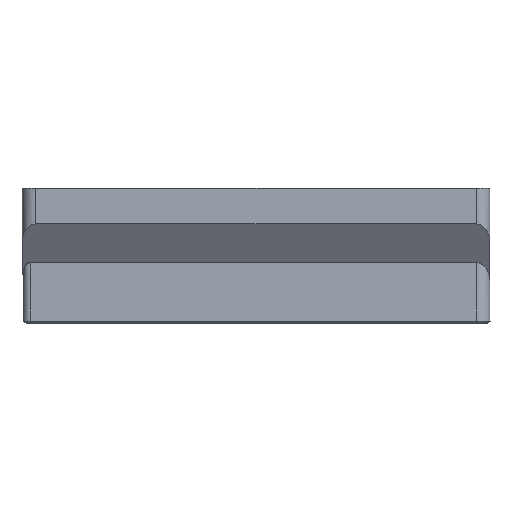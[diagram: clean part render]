
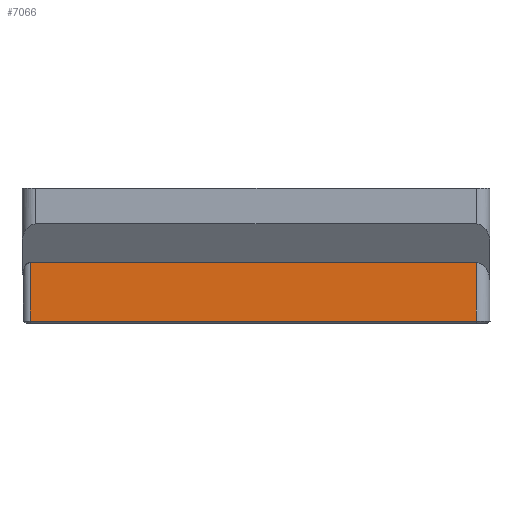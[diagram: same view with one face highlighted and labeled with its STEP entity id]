
A CAD part, front view. The second image highlights one B-rep face of the part: STEP entity #7066.
In plain terms, the highlighted planar face has unit normal (0, -1, 0).
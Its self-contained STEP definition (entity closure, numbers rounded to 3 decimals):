
#803=FACE_OUTER_BOUND('',#1253,.T.);
#1253=EDGE_LOOP('',(#6285,#6286,#6287,#6288));
#1899=LINE('',#11542,#2657);
#1979=LINE('',#11956,#2737);
#1987=LINE('',#12033,#2745);
#2025=LINE('',#12180,#2783);
#2657=VECTOR('',#9169,1.);
#2737=VECTOR('',#9471,10.);
#2745=VECTOR('',#9503,10.);
#2783=VECTOR('',#9645,10.);
#3203=VERTEX_POINT('',#11434);
#3225=VERTEX_POINT('',#11541);
#3296=VERTEX_POINT('',#11955);
#3307=VERTEX_POINT('',#12030);
#4104=EDGE_CURVE('',#3225,#3203,#1899,.T.);
#4242=EDGE_CURVE('',#3225,#3296,#1979,.T.);
#4260=EDGE_CURVE('',#3296,#3307,#1987,.T.);
#4321=EDGE_CURVE('',#3307,#3203,#2025,.T.);
#6285=ORIENTED_EDGE('',*,*,#4321,.F.);
#6286=ORIENTED_EDGE('',*,*,#4260,.F.);
#6287=ORIENTED_EDGE('',*,*,#4242,.F.);
#6288=ORIENTED_EDGE('',*,*,#4104,.T.);
#6626=PLANE('',#7683);
#7066=ADVANCED_FACE('',(#803),#6626,.F.);
#7683=AXIS2_PLACEMENT_3D('',#12181,#9646,#9647);
#9169=DIRECTION('',(0.,0.,-1.));
#9471=DIRECTION('',(1.,0.,0.));
#9503=DIRECTION('',(0.,0.,-1.));
#9645=DIRECTION('',(-1.,0.,0.));
#9646=DIRECTION('center_axis',(0.,1.,0.));
#9647=DIRECTION('ref_axis',(0.,0.,
-1.));
#11434=CARTESIAN_POINT('',(0.92,-0.608,0.));
#11541=CARTESIAN_POINT('',(0.92,-0.608,8.6));
#11542=CARTESIAN_POINT('',(0.92,-0.608,19.6));
#11955=CARTESIAN_POINT('',(66.73,-0.608,8.6));
#11956=CARTESIAN_POINT('',(-6.77,-0.608,8.6));
#12030=CARTESIAN_POINT('',(66.73,-0.608,0.));
#12033=CARTESIAN_POINT('',(66.73,-0.608,14.1));
#12180=CARTESIAN_POINT('',(97.98,-0.608,0.));
#12181=CARTESIAN_POINT('Origin',(118.23,-0.608,8.6));
